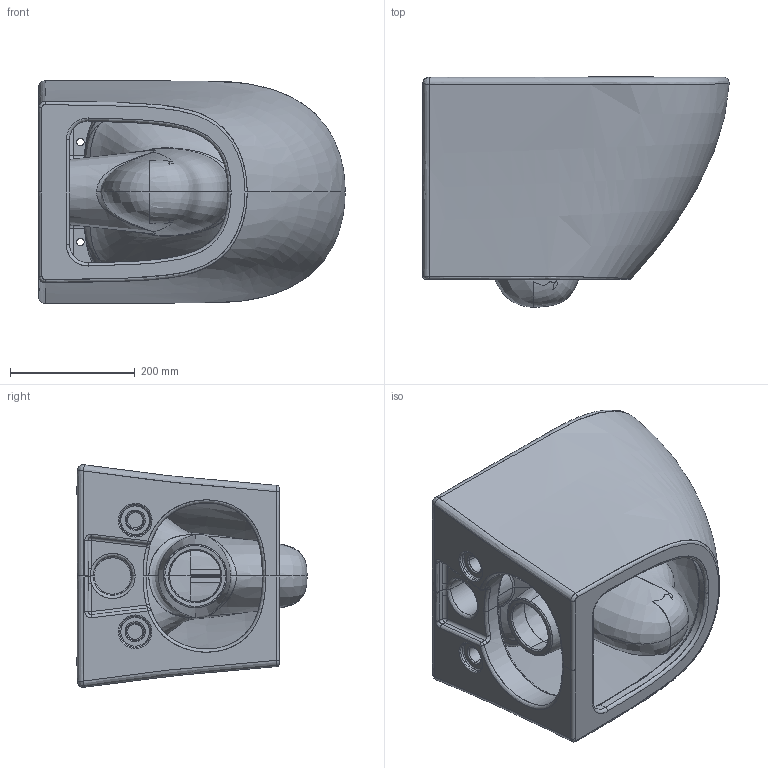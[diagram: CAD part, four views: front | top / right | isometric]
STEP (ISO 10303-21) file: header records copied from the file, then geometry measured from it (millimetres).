
FILE_DESCRIPTION (( 'STEP AP203' ), '1' );
FILE_NAME ('S29A308814.STEP', '2025-03-19T09:02:37', ( '' ), ( '' ), 'SwSTEP 2.0', 'SolidWorks 2021', '' );
FILE_SCHEMA (( 'CONFIG_CONTROL_DESIGN' ));
Length unit declared in the file: millimetre
Products named in the file (1): S29A308814
Bounding box: 490.74 x 368.72 x 356.58 mm (x, y, z)
Surface area: 1581587.2 mm2 (no closed solid volume)
Topology: 0 solids, 323 shells, 324 faces, 1617 edges, 1598 vertices
Faces by surface type: bspline 254, cylinder 34, plane 25, cone 11
Entity records: 176497 total; most frequent: CARTESIAN_POINT 168699, ORIENTED_EDGE 1600, EDGE_CURVE 1598, VERTEX_POINT 1598, B_SPLINE_CURVE_WITH_KNOTS 1244, EDGE_LOOP 338, FACE_OUTER_BOUND 324, ADVANCED_FACE 324
